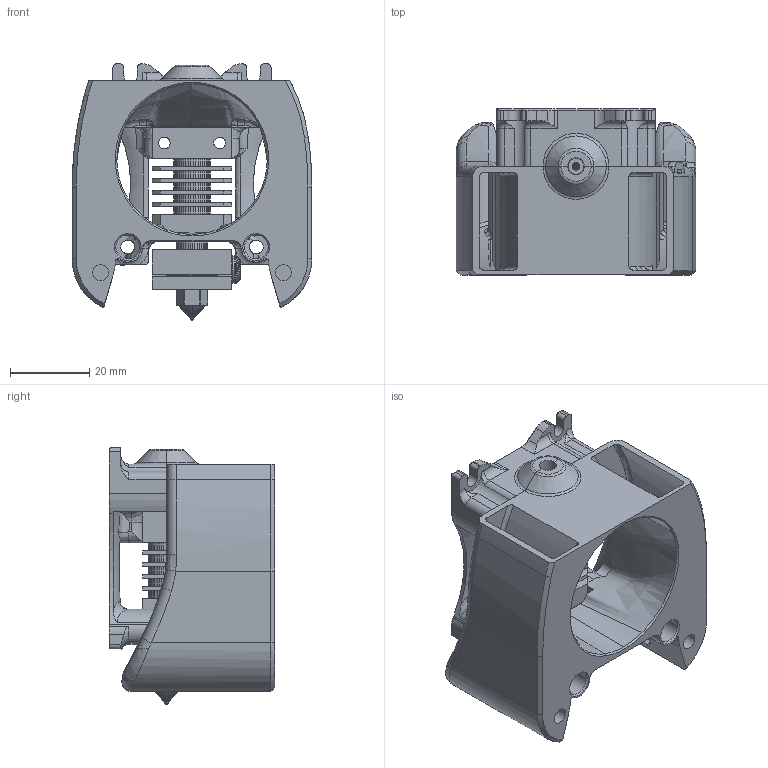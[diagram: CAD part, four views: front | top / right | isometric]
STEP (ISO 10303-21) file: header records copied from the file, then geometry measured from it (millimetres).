
FILE_DESCRIPTION(/* description */ (''),/* implementation_level */ '2;1');
FILE_NAME(/* name */ 'printhead_mount_microswiss.step',/* time_stamp */ '2021-01-20T18:45:51+00:00',/* author */ (''),/* organization */ (''),/* preprocessor_version */ 'ST-DEVELOPER v18.1',/* originating_system */ 'Autodesk Translation Framework v9.7.1.1290',/* authorisation */ '');
FILE_SCHEMA (('AUTOMOTIVE_DESIGN { 1 0 10303 214 3 1 1 }'));
Length unit declared in the file: millimetre
Products named in the file (2): VORON2 v2.4 Hot End; ender5 mount
Assembly tree (1 placements, depth 2):
  VORON2 v2.4 Hot End
    ender5 mount
Bounding box: 60.58 x 41.9 x 64.77 mm (x, y, z)
Volume: 44662 mm3; surface area: 33499 mm2
Topology: 3 solids, 3 shells, 2252 faces, 5146 edges, 2907 vertices
Faces by surface type: plane 1813, cylinder 179, bspline 178, torus 52, cone 26, sphere 4
Full cylindrical faces by diameter (mm): 0.4 x1, 1.85 x1, 3.2 x2, 3.5 x6, 4 x7, 6 x2, 6.2 x2
Entity records: 67534 total; most frequent: CARTESIAN_POINT 18753, ORIENTED_EDGE 10284, DIRECTION 9407, EDGE_CURVE 5142, LINE 3975, VECTOR 3975, VERTEX_POINT 2907, AXIS2_PLACEMENT_3D 2716
